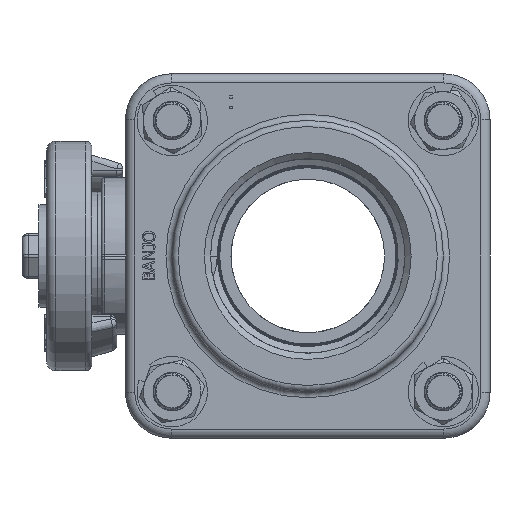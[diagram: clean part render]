
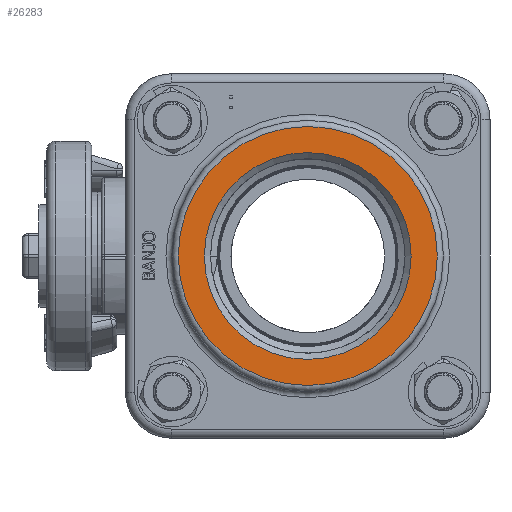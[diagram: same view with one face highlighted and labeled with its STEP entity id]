
A CAD part, left-side view. The second image highlights one B-rep face of the part: STEP entity #26283.
In plain terms, the highlighted planar face has unit normal (-1, 0, 0).
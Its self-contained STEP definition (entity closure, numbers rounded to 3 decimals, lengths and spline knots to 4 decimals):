
#804=FACE_BOUND('',#8602,.T.);
#971=PLANE('',#28476);
#7001=FACE_OUTER_BOUND('',#8601,.T.);
#8601=EDGE_LOOP('',(#18887));
#8602=EDGE_LOOP('',(#18888));
#10978=CIRCLE('',#28472,1.265);
#10981=CIRCLE('',#28477,1.01);
#11884=VERTEX_POINT('',#40323);
#11887=VERTEX_POINT('',#40333);
#14566=EDGE_CURVE('',#11884,#11884,#10978,.T.);
#14570=EDGE_CURVE('',#11887,#11887,#10981,.T.);
#18887=ORIENTED_EDGE('',*,*,#14566,.F.);
#18888=ORIENTED_EDGE('',*,*,#14570,.T.);
#26283=ADVANCED_FACE('',(#7001,#804),#971,.T.);
#28472=AXIS2_PLACEMENT_3D('',#40325,#31216,#31217);
#28476=AXIS2_PLACEMENT_3D('',#40332,#31225,#31226);
#28477=AXIS2_PLACEMENT_3D('',#40334,#31227,#31228);
#31216=DIRECTION('center_axis',(1.,0.,0.));
#31217=DIRECTION('ref_axis',(0.,-1.,0.));
#31225=DIRECTION('center_axis',(-1.,0.,0.));
#31226=DIRECTION('ref_axis',(0.,0.,1.));
#31227=DIRECTION('center_axis',(1.,0.,0.));
#31228=DIRECTION('ref_axis',(0.,1.,0.));
#40323=CARTESIAN_POINT('',(0.,0.,1.265));
#40325=CARTESIAN_POINT('Origin',(0.,0.,0.));
#40332=CARTESIAN_POINT('Origin',(0.,1.1675,0.));
#40333=CARTESIAN_POINT('',(0.,-1.01,0.));
#40334=CARTESIAN_POINT('Origin',(0.,0.,0.));
